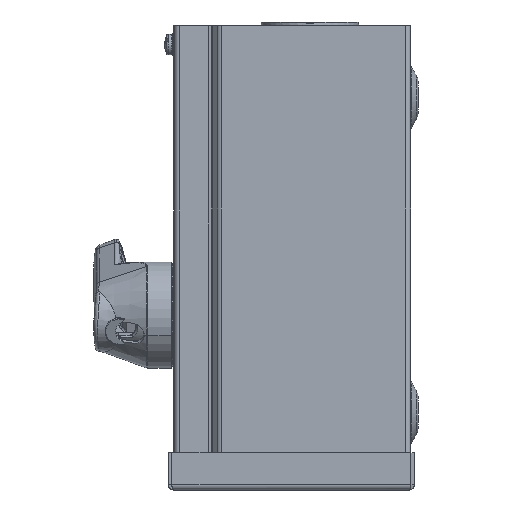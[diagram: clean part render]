
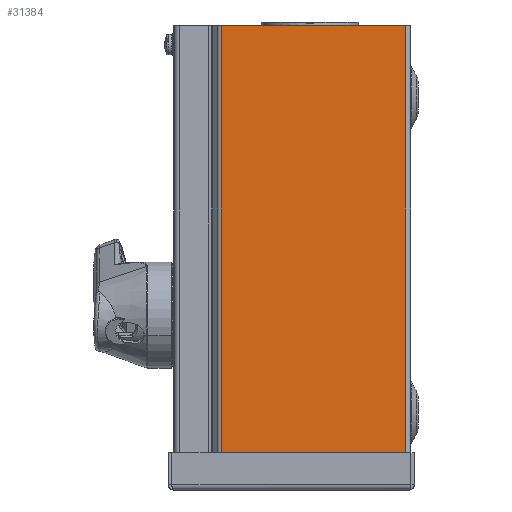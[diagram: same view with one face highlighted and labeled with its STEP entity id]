
A CAD part, left-side view. The second image highlights one B-rep face of the part: STEP entity #31384.
In plain terms, the highlighted planar face has unit normal (-1, 0, 0).
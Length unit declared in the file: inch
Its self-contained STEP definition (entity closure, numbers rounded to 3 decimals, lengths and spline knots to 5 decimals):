
#916 = VERTEX_POINT ( 'NONE', #39033 ) ;
#3893 = CARTESIAN_POINT ( 'NONE',  ( -3.085, 3.30272, 4.02 ) ) ;
#5080 = EDGE_CURVE ( 'NONE', #8227, #916, #44078, .T. ) ;
#8227 = VERTEX_POINT ( 'NONE', #44495 ) ;
#14849 = CARTESIAN_POINT ( 'NONE',  ( -3.085, 0.09, 4.02 ) ) ;
#18789 = VECTOR ( 'NONE', #85478, 39.37008 ) ;
#20657 = EDGE_CURVE ( 'NONE', #8227, #83167, #82495, .T. ) ;
#21293 = VECTOR ( 'NONE', #35385, 39.37008 ) ;
#22545 = AXIS2_PLACEMENT_3D ( 'NONE', #70356, #92501, #27532 ) ;
#27459 = CARTESIAN_POINT ( 'NONE',  ( -3.085, 0.09, -4. ) ) ;
#27532 = DIRECTION ( 'NONE',  ( 0., 1., 0. ) ) ;
#31384 = ADVANCED_FACE ( 'NONE', ( #41191 ), #48751, .F. ) ;
#35385 = DIRECTION ( 'NONE',  ( 0., 0., -1. ) ) ;
#39033 = CARTESIAN_POINT ( 'NONE',  ( -3.085, 0.09, 4.02 ) ) ;
#40553 = VERTEX_POINT ( 'NONE', #64147 ) ;
#41191 = FACE_OUTER_BOUND ( 'NONE', #42071, .T. ) ;
#42071 = EDGE_LOOP ( 'NONE', ( #55292, #88690, #63593, #86587 ) ) ;
#44078 = LINE ( 'NONE', #56811, #18789 ) ;
#44495 = CARTESIAN_POINT ( 'NONE',  ( -3.085, 3.30272, 4.02 ) ) ;
#48751 = PLANE ( 'NONE',  #22545 ) ;
#55292 = ORIENTED_EDGE ( 'NONE', *, *, #20657, .T. ) ;
#56205 = DIRECTION ( 'NONE',  ( 0., -1., 0. ) ) ;
#56811 = CARTESIAN_POINT ( 'NONE',  ( -3.085, 0., 4.02 ) ) ;
#60002 = CARTESIAN_POINT ( 'NONE',  ( -3.085, 3.30272, -4. ) ) ;
#63593 = ORIENTED_EDGE ( 'NONE', *, *, #79496, .F. ) ;
#64147 = CARTESIAN_POINT ( 'NONE',  ( -3.085, 0.09, -4. ) ) ;
#70356 = CARTESIAN_POINT ( 'NONE',  ( -3.085, 0., 4.02 ) ) ;
#79496 = EDGE_CURVE ( 'NONE', #916, #40553, #93042, .T. ) ;
#82495 = LINE ( 'NONE', #3893, #21293 ) ;
#82800 = VECTOR ( 'NONE', #86896, 39.37008 ) ;
#83167 = VERTEX_POINT ( 'NONE', #60002 ) ;
#85038 = VECTOR ( 'NONE', #56205, 39.37008 ) ;
#85478 = DIRECTION ( 'NONE',  ( 0., -1., 0. ) ) ;
#86587 = ORIENTED_EDGE ( 'NONE', *, *, #5080, .F. ) ;
#86896 = DIRECTION ( 'NONE',  ( 0., 0., -1. ) ) ;
#88690 = ORIENTED_EDGE ( 'NONE', *, *, #92294, .T. ) ;
#91954 = LINE ( 'NONE', #27459, #85038 ) ;
#92294 = EDGE_CURVE ( 'NONE', #83167, #40553, #91954, .T. ) ;
#92501 = DIRECTION ( 'NONE',  ( 1., 0., 0. ) ) ;
#93042 = LINE ( 'NONE', #14849, #82800 ) ;
